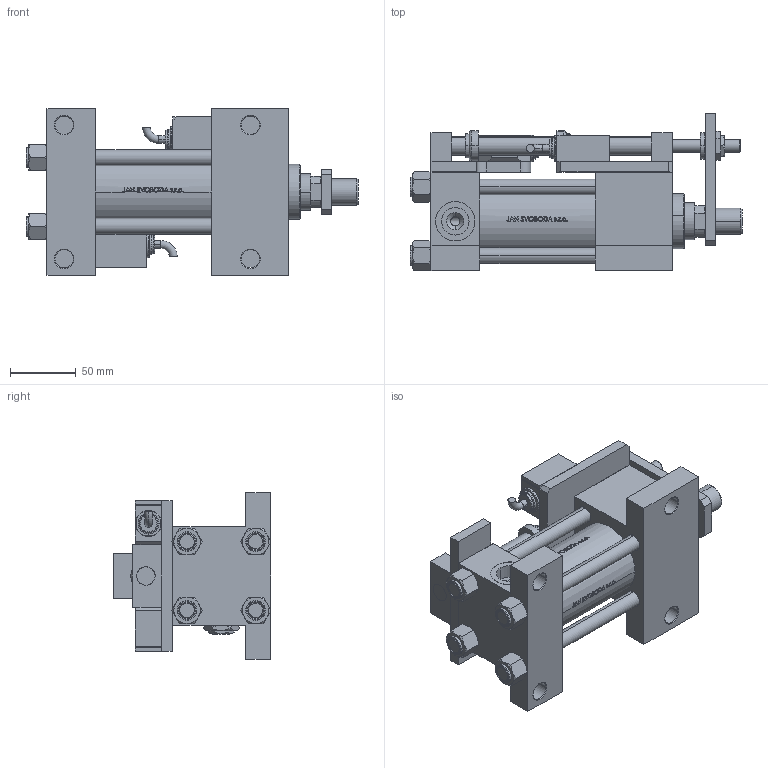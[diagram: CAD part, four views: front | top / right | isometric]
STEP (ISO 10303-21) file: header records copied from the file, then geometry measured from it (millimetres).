
FILE_DESCRIPTION (( 'STEP AP203' ), '1' );
FILE_NAME ('55d7.STEP', '2022-06-13T12:18:04', ( '' ), ( '' ), 'SwSTEP 2.0', 'SolidWorks 2019', '' );
FILE_SCHEMA (( 'CONFIG_CONTROL_DESIGN' ));
Length unit declared in the file: millimetre
Products named in the file (18): V215CD_VCP_G b57c15f84c65ebccda3169d0f27e08be; V215CD_SWITCH_Q_BLOK b57c15f84c65ebccda3169d0f27e08be; ROD_END_AH b57c15f84c65ebccda3169d0f27e08be; 55d7; V215CD_SWITCH_Q_DIMA b57c15f84c65ebccda3169d0f27e08be; V215CD_SWITCH_Q_NUT b57c15f84c65ebccda3169d0f27e08be; V215CD_SWITCH_Q_SWITCH b57c15f84c65ebccda3169d0f27e08be; Zatka_pro_OIL_PORT b57c15f84c65ebccda3169d0f27e08be; V215CD_SWITCH_Q_NUT10 b57c15f84c65ebccda3169d0f27e08be; V215CD_SWITCH_Q_PODLOZKA_BACK b57c15f84c65ebccda3169d0f27e08be; V215CD_NUT_M5_G b57c15f84c65ebccda3169d0f27e08be; V215CD_G_Body b57c15f84c65ebccda3169d0f27e08be; V215CD_SWITCH_Q_PODLOZKA_FRONT b57c15f84c65ebccda3169d0f27e08be; V215CD_SWITCH_Q_TYC b57c15f84c65ebccda3169d0f27e08be; V215CD_VC_G b57c15f84c65ebccda3169d0f27e08be; V215CD_SWITCH_Q_ZARAZKA b57c15f84c65ebccda3169d0f27e08be; V215CD_SWITCH_Q_MAGNET b57c15f84c65ebccda3169d0f27e08be; V215CD_G_TYCINKA b57c15f84c65ebccda3169d0f27e08be
Assembly tree (26 placements, depth 2):
  55d7
    V215CD_G_Body b57c15f84c65ebccda3169d0f27e08be
    V215CD_VC_G b57c15f84c65ebccda3169d0f27e08be
    V215CD_VCP_G b57c15f84c65ebccda3169d0f27e08be
    V215CD_G_TYCINKA b57c15f84c65ebccda3169d0f27e08be  x4
    V215CD_NUT_M5_G b57c15f84c65ebccda3169d0f27e08be  x4
    ROD_END_AH b57c15f84c65ebccda3169d0f27e08be
    V215CD_SWITCH_Q_BLOK b57c15f84c65ebccda3169d0f27e08be  x2
    V215CD_SWITCH_Q_DIMA b57c15f84c65ebccda3169d0f27e08be
    V215CD_SWITCH_Q_MAGNET b57c15f84c65ebccda3169d0f27e08be  x2
    V215CD_SWITCH_Q_NUT b57c15f84c65ebccda3169d0f27e08be
    V215CD_SWITCH_Q_NUT10 b57c15f84c65ebccda3169d0f27e08be
    V215CD_SWITCH_Q_PODLOZKA_BACK b57c15f84c65ebccda3169d0f27e08be
    V215CD_SWITCH_Q_PODLOZKA_FRONT b57c15f84c65ebccda3169d0f27e08be
    V215CD_SWITCH_Q_SWITCH b57c15f84c65ebccda3169d0f27e08be  x2
    V215CD_SWITCH_Q_TYC b57c15f84c65ebccda3169d0f27e08be
    V215CD_SWITCH_Q_ZARAZKA b57c15f84c65ebccda3169d0f27e08be
    Zatka_pro_OIL_PORT b57c15f84c65ebccda3169d0f27e08be
Bounding box: 253 x 120.27 x 127 mm (x, y, z)
Volume: 1083669.3 mm3; surface area: 268418.8 mm2
Topology: 26 solids, 26 shells, 1371 faces, 3384 edges, 2168 vertices
Faces by surface type: plane 577, bspline 380, cylinder 197, cone 179, torus 38
Entity records: 54979 total; most frequent: CARTESIAN_POINT 27227, ORIENTED_EDGE 5936, DIRECTION 4085, EDGE_CURVE 2968, VERTEX_POINT 1920, LINE 1541, VECTOR 1541, EDGE_LOOP 1312
